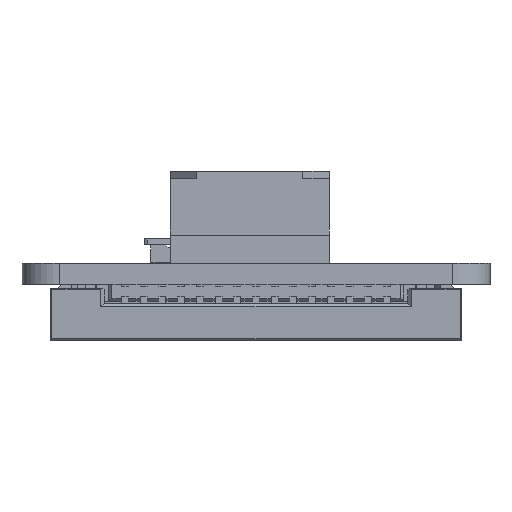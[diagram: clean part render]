
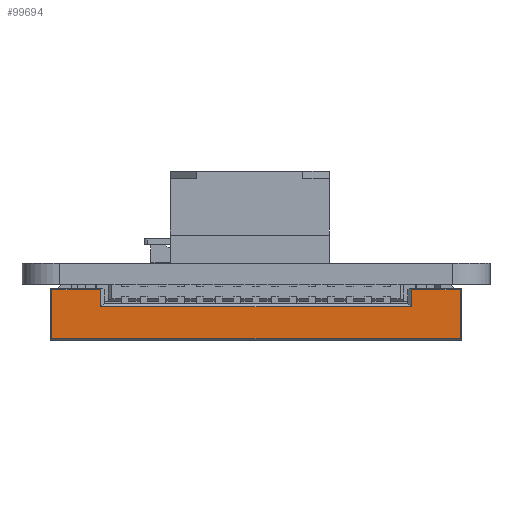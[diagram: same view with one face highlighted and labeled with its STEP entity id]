
A CAD part, front view. The second image highlights one B-rep face of the part: STEP entity #99694.
In plain terms, the highlighted planar face has unit normal (0, -1, 0).
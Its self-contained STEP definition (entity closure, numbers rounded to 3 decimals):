
#1215 = EDGE_LOOP ( 'NONE', ( #171420, #120412, #65777, #83587, #161379, #162027, #55315, #132774 ) ) ;
#11661 = VERTEX_POINT ( 'NONE', #115261 ) ;
#13484 = EDGE_CURVE ( 'NONE', #11661, #51941, #83871, .T. ) ;
#14061 = EDGE_CURVE ( 'NONE', #159894, #139468, #192239, .T. ) ;
#15956 = CARTESIAN_POINT ( 'NONE',  ( 2.2, -10.775, -2.342 ) ) ;
#16561 = FACE_OUTER_BOUND ( 'NONE', #1215, .T. ) ;
#16663 = CARTESIAN_POINT ( 'NONE',  ( -0.412, -10.775, -1.43 ) ) ;
#17182 = VECTOR ( 'NONE', #116839, 1000. ) ;
#19784 = VECTOR ( 'NONE', #93395, 1000. ) ;
#25462 = DIRECTION ( 'NONE',  ( 0., 0., 1. ) ) ;
#28621 = CARTESIAN_POINT ( 'NONE',  ( 21.412, -10.775, -4.054 ) ) ;
#29492 = CARTESIAN_POINT ( 'NONE',  ( 18.8, -10.775, -1.43 ) ) ;
#32034 = CARTESIAN_POINT ( 'NONE',  ( 21.412, -10.775, -4.054 ) ) ;
#34553 = LINE ( 'NONE', #81072, #77672 ) ;
#34872 = CARTESIAN_POINT ( 'NONE',  ( 21.412, -10.775, -4.054 ) ) ;
#37470 = DIRECTION ( 'NONE',  ( -1., 0., 0. ) ) ;
#39107 = VECTOR ( 'NONE', #37470, 1000. ) ;
#39410 = CARTESIAN_POINT ( 'NONE',  ( -0.412, -10.775, -4.054 ) ) ;
#44482 = PLANE ( 'NONE',  #65451 ) ;
#46933 = LINE ( 'NONE', #122211, #19784 ) ;
#50309 = EDGE_CURVE ( 'NONE', #159121, #51941, #96857, .T. ) ;
#51941 = VERTEX_POINT ( 'NONE', #16663 ) ;
#55315 = ORIENTED_EDGE ( 'NONE', *, *, #111310, .T. ) ;
#58712 = VECTOR ( 'NONE', #121025, 1000. ) ;
#62187 = DIRECTION ( 'NONE',  ( 0., -1., 0. ) ) ;
#65451 = AXIS2_PLACEMENT_3D ( 'NONE', #89936, #62187, #76057 ) ;
#65777 = ORIENTED_EDGE ( 'NONE', *, *, #13484, .T. ) ;
#65810 = DIRECTION ( 'NONE',  ( 0., 0., -1. ) ) ;
#69617 = VERTEX_POINT ( 'NONE', #173531 ) ;
#76057 = DIRECTION ( 'NONE',  ( -1., 0., 0. ) ) ;
#77672 = VECTOR ( 'NONE', #125703, 1000. ) ;
#77872 = EDGE_CURVE ( 'NONE', #69617, #85745, #81657, .T. ) ;
#81072 = CARTESIAN_POINT ( 'NONE',  ( 2.2, -10.775, -1.43 ) ) ;
#81657 = LINE ( 'NONE', #29492, #126859 ) ;
#83587 = ORIENTED_EDGE ( 'NONE', *, *, #50309, .F. ) ;
#83871 = LINE ( 'NONE', #113666, #39107 ) ;
#85745 = VERTEX_POINT ( 'NONE', #90415 ) ;
#88041 = CARTESIAN_POINT ( 'NONE',  ( 2.2, -10.775, -2.342 ) ) ;
#89936 = CARTESIAN_POINT ( 'NONE',  ( 21.5, -10.775, -4.142 ) ) ;
#90415 = CARTESIAN_POINT ( 'NONE',  ( 18.8, -10.775, -2.342 ) ) ;
#93395 = DIRECTION ( 'NONE',  ( -1., 0., 0. ) ) ;
#93907 = CARTESIAN_POINT ( 'NONE',  ( 21.412, -10.775, -1.43 ) ) ;
#94505 = VECTOR ( 'NONE', #25462, 1000. ) ;
#96857 = LINE ( 'NONE', #39410, #94505 ) ;
#99694 = ADVANCED_FACE ( 'NONE', ( #16561 ), #44482, .T. ) ;
#102296 = LINE ( 'NONE', #15956, #58712 ) ;
#108184 = DIRECTION ( 'NONE',  ( -1., 0., 0. ) ) ;
#111310 = EDGE_CURVE ( 'NONE', #139468, #69617, #46933, .T. ) ;
#113666 = CARTESIAN_POINT ( 'NONE',  ( 2.2, -10.775, -1.43 ) ) ;
#115261 = CARTESIAN_POINT ( 'NONE',  ( 2.2, -10.775, -1.43 ) ) ;
#116839 = DIRECTION ( 'NONE',  ( 0., 0., 1. ) ) ;
#120412 = ORIENTED_EDGE ( 'NONE', *, *, #186134, .F. ) ;
#121025 = DIRECTION ( 'NONE',  ( 1., 0., 0. ) ) ;
#122211 = CARTESIAN_POINT ( 'NONE',  ( 21.412, -10.775, -1.43 ) ) ;
#123711 = VECTOR ( 'NONE', #108184, 1000. ) ;
#125703 = DIRECTION ( 'NONE',  ( 0., 0., -1. ) ) ;
#126859 = VECTOR ( 'NONE', #65810, 1000. ) ;
#129722 = EDGE_CURVE ( 'NONE', #180819, #85745, #102296, .T. ) ;
#132774 = ORIENTED_EDGE ( 'NONE', *, *, #77872, .T. ) ;
#137774 = CARTESIAN_POINT ( 'NONE',  ( -0.412, -10.775, -4.054 ) ) ;
#139468 = VERTEX_POINT ( 'NONE', #93907 ) ;
#155715 = LINE ( 'NONE', #34872, #123711 ) ;
#159121 = VERTEX_POINT ( 'NONE', #137774 ) ;
#159894 = VERTEX_POINT ( 'NONE', #32034 ) ;
#161379 = ORIENTED_EDGE ( 'NONE', *, *, #182484, .F. ) ;
#162027 = ORIENTED_EDGE ( 'NONE', *, *, #14061, .T. ) ;
#171420 = ORIENTED_EDGE ( 'NONE', *, *, #129722, .F. ) ;
#173531 = CARTESIAN_POINT ( 'NONE',  ( 18.8, -10.775, -1.43 ) ) ;
#180819 = VERTEX_POINT ( 'NONE', #88041 ) ;
#182484 = EDGE_CURVE ( 'NONE', #159894, #159121, #155715, .T. ) ;
#186134 = EDGE_CURVE ( 'NONE', #11661, #180819, #34553, .T. ) ;
#192239 = LINE ( 'NONE', #28621, #17182 ) ;
